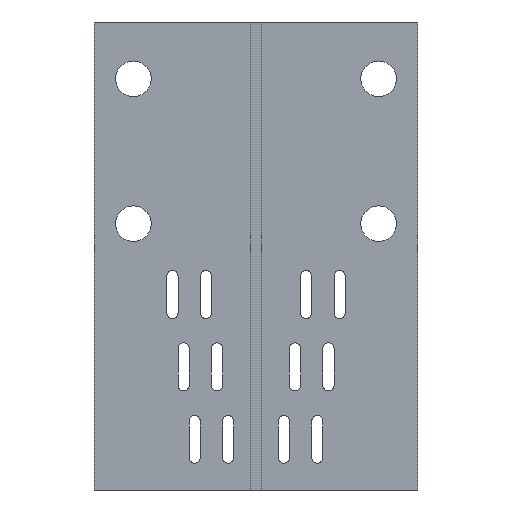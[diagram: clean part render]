
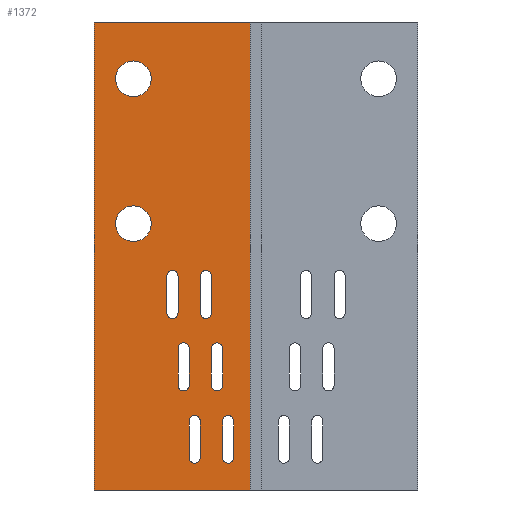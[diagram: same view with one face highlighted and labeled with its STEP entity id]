
A CAD part, front view. The second image highlights one B-rep face of the part: STEP entity #1372.
In plain terms, the highlighted planar face has unit normal (0, -1, 0).
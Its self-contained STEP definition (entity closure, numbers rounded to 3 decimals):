
#39=FACE_BOUND('',#239,.T.);
#40=FACE_BOUND('',#240,.T.);
#41=FACE_BOUND('',#241,.T.);
#42=FACE_BOUND('',#242,.T.);
#43=FACE_BOUND('',#243,.T.);
#44=FACE_BOUND('',#244,.T.);
#45=FACE_BOUND('',#245,.T.);
#46=FACE_BOUND('',#246,.T.);
#82=PLANE('',#1517);
#148=FACE_OUTER_BOUND('',#238,.T.);
#238=EDGE_LOOP('',(#1227,#1228,#1229,#1230));
#239=EDGE_LOOP('',(#1231));
#240=EDGE_LOOP('',(#1232));
#241=EDGE_LOOP('',(#1233,#1234,#1235,#1236));
#242=EDGE_LOOP('',(#1237,#1238,#1239,#1240));
#243=EDGE_LOOP('',(#1241,#1242,#1243,#1244));
#244=EDGE_LOOP('',(#1245,#1246,#1247,#1248));
#245=EDGE_LOOP('',(#1249,#1250,#1251,#1252));
#246=EDGE_LOOP('',(#1253,#1254,#1255,#1256));
#253=LINE('',#1930,#389);
#258=LINE('',#1944,#394);
#285=LINE('',#2026,#421);
#290=LINE('',#2040,#426);
#293=LINE('',#2050,#429);
#298=LINE('',#2064,#434);
#301=LINE('',#2074,#437);
#306=LINE('',#2088,#442);
#333=LINE('',#2170,#469);
#338=LINE('',#2184,#474);
#341=LINE('',#2194,#477);
#346=LINE('',#2208,#482);
#350=LINE('',#2220,#486);
#382=LINE('',#2283,#518);
#383=LINE('',#2285,#519);
#384=LINE('',#2286,#520);
#389=VECTOR('',#1552,10.);
#394=VECTOR('',#1565,10.);
#421=VECTOR('',#1648,10.);
#426=VECTOR('',#1661,10.);
#429=VECTOR('',#1672,10.);
#434=VECTOR('',#1685,10.);
#437=VECTOR('',#1696,10.);
#442=VECTOR('',#1709,10.);
#469=VECTOR('',#1792,10.);
#474=VECTOR('',#1805,10.);
#477=VECTOR('',#1816,10.);
#482=VECTOR('',#1829,10.);
#486=VECTOR('',#1841,10.);
#518=VECTOR('',#1893,10.);
#519=VECTOR('',#1896,10.);
#520=VECTOR('',#1897,10.);
#522=CIRCLE('',#1400,1.6);
#528=CIRCLE('',#1409,1.6);
#529=CIRCLE('',#1412,0.5);
#531=CIRCLE('',#1416,0.5);
#545=CIRCLE('',#1444,0.5);
#547=CIRCLE('',#1448,0.5);
#549=CIRCLE('',#1452,0.5);
#551=CIRCLE('',#1456,0.5);
#553=CIRCLE('',#1460,0.5);
#555=CIRCLE('',#1464,0.5);
#569=CIRCLE('',#1492,0.5);
#571=CIRCLE('',#1496,0.5);
#573=CIRCLE('',#1500,0.5);
#575=CIRCLE('',#1504,0.5);
#578=VERTEX_POINT('',#1906);
#584=VERTEX_POINT('',#1924);
#585=VERTEX_POINT('',#1928);
#586=VERTEX_POINT('',#1929);
#589=VERTEX_POINT('',#1937);
#591=VERTEX_POINT('',#1943);
#617=VERTEX_POINT('',#2024);
#618=VERTEX_POINT('',#2025);
#621=VERTEX_POINT('',#2033);
#623=VERTEX_POINT('',#2039);
#625=VERTEX_POINT('',#2048);
#626=VERTEX_POINT('',#2049);
#629=VERTEX_POINT('',#2057);
#631=VERTEX_POINT('',#2063);
#633=VERTEX_POINT('',#2072);
#634=VERTEX_POINT('',#2073);
#637=VERTEX_POINT('',#2081);
#639=VERTEX_POINT('',#2087);
#665=VERTEX_POINT('',#2168);
#666=VERTEX_POINT('',#2169);
#669=VERTEX_POINT('',#2177);
#671=VERTEX_POINT('',#2183);
#673=VERTEX_POINT('',#2192);
#674=VERTEX_POINT('',#2193);
#677=VERTEX_POINT('',#2201);
#679=VERTEX_POINT('',#2207);
#682=VERTEX_POINT('',#2217);
#683=VERTEX_POINT('',#2219);
#703=VERTEX_POINT('',#2279);
#704=VERTEX_POINT('',#2281);
#707=EDGE_CURVE('',#578,#578,#522,.T.);
#716=EDGE_CURVE('',#584,#584,#528,.T.);
#717=EDGE_CURVE('',#585,#586,#253,.T.);
#721=EDGE_CURVE('',#586,#589,#529,.T.);
#724=EDGE_CURVE('',#589,#591,#258,.T.);
#727=EDGE_CURVE('',#591,#585,#531,.T.);
#765=EDGE_CURVE('',#617,#618,#285,.T.);
#769=EDGE_CURVE('',#618,#621,#545,.T.);
#772=EDGE_CURVE('',#621,#623,#290,.T.);
#775=EDGE_CURVE('',#623,#617,#547,.T.);
#777=EDGE_CURVE('',#625,#626,#293,.T.);
#781=EDGE_CURVE('',#626,#629,#549,.T.);
#784=EDGE_CURVE('',#629,#631,#298,.T.);
#787=EDGE_CURVE('',#631,#625,#551,.T.);
#789=EDGE_CURVE('',#633,#634,#301,.T.);
#793=EDGE_CURVE('',#634,#637,#553,.T.);
#796=EDGE_CURVE('',#637,#639,#306,.T.);
#799=EDGE_CURVE('',#639,#633,#555,.T.);
#837=EDGE_CURVE('',#665,#666,#333,.T.);
#841=EDGE_CURVE('',#666,#669,#569,.T.);
#844=EDGE_CURVE('',#669,#671,#338,.T.);
#847=EDGE_CURVE('',#671,#665,#571,.T.);
#849=EDGE_CURVE('',#673,#674,#341,.T.);
#853=EDGE_CURVE('',#674,#677,#573,.T.);
#856=EDGE_CURVE('',#677,#679,#346,.T.);
#859=EDGE_CURVE('',#679,#673,#575,.T.);
#862=EDGE_CURVE('',#682,#683,#350,.T.);
#894=EDGE_CURVE('',#703,#704,#382,.T.);
#895=EDGE_CURVE('',#682,#703,#383,.T.);
#896=EDGE_CURVE('',#683,#704,#384,.T.);
#1227=ORIENTED_EDGE('',*,*,#895,.T.);
#1228=ORIENTED_EDGE('',*,*,#894,.T.);
#1229=ORIENTED_EDGE('',*,*,#896,.F.);
#1230=ORIENTED_EDGE('',*,*,#862,.F.);
#1231=ORIENTED_EDGE('',*,*,#707,.T.);
#1232=ORIENTED_EDGE('',*,*,#716,.T.);
#1233=ORIENTED_EDGE('',*,*,#724,.T.);
#1234=ORIENTED_EDGE('',*,*,#727,.T.);
#1235=ORIENTED_EDGE('',*,*,#717,.T.);
#1236=ORIENTED_EDGE('',*,*,#721,.T.);
#1237=ORIENTED_EDGE('',*,*,#772,.T.);
#1238=ORIENTED_EDGE('',*,*,#775,.T.);
#1239=ORIENTED_EDGE('',*,*,#765,.T.);
#1240=ORIENTED_EDGE('',*,*,#769,.T.);
#1241=ORIENTED_EDGE('',*,*,#784,.T.);
#1242=ORIENTED_EDGE('',*,*,#787,.T.);
#1243=ORIENTED_EDGE('',*,*,#777,.T.);
#1244=ORIENTED_EDGE('',*,*,#781,.T.);
#1245=ORIENTED_EDGE('',*,*,#796,.T.);
#1246=ORIENTED_EDGE('',*,*,#799,.T.);
#1247=ORIENTED_EDGE('',*,*,#789,.T.);
#1248=ORIENTED_EDGE('',*,*,#793,.T.);
#1249=ORIENTED_EDGE('',*,*,#844,.T.);
#1250=ORIENTED_EDGE('',*,*,#847,.T.);
#1251=ORIENTED_EDGE('',*,*,#837,.T.);
#1252=ORIENTED_EDGE('',*,*,#841,.T.);
#1253=ORIENTED_EDGE('',*,*,#856,.T.);
#1254=ORIENTED_EDGE('',*,*,#859,.T.);
#1255=ORIENTED_EDGE('',*,*,#849,.T.);
#1256=ORIENTED_EDGE('',*,*,#853,.T.);
#1372=ADVANCED_FACE('',(#148,#39,#40,#41,#42,#43,#44,#45,#46),#82,.T.);
#1400=AXIS2_PLACEMENT_3D('',#1908,#1527,#1528);
#1409=AXIS2_PLACEMENT_3D('',#1926,#1548,#1549);
#1412=AXIS2_PLACEMENT_3D('',#1938,#1558,#1559);
#1416=AXIS2_PLACEMENT_3D('',#1949,#1570,#1571);
#1444=AXIS2_PLACEMENT_3D('',#2034,#1654,#1655);
#1448=AXIS2_PLACEMENT_3D('',#2045,#1666,#1667);
#1452=AXIS2_PLACEMENT_3D('',#2058,#1678,#1679);
#1456=AXIS2_PLACEMENT_3D('',#2069,#1690,#1691);
#1460=AXIS2_PLACEMENT_3D('',#2082,#1702,#1703);
#1464=AXIS2_PLACEMENT_3D('',#2093,#1714,#1715);
#1492=AXIS2_PLACEMENT_3D('',#2178,#1798,#1799);
#1496=AXIS2_PLACEMENT_3D('',#2189,#1810,#1811);
#1500=AXIS2_PLACEMENT_3D('',#2202,#1822,#1823);
#1504=AXIS2_PLACEMENT_3D('',#2213,#1834,#1835);
#1517=AXIS2_PLACEMENT_3D('',#2284,#1894,#1895);
#1527=DIRECTION('center_axis',(0.,1.,0.));
#1528=DIRECTION('ref_axis',(1.,0.,0.));
#1548=DIRECTION('center_axis',(0.,1.,0.));
#1549=DIRECTION('ref_axis',(1.,0.,0.));
#1552=DIRECTION('',(0.,0.,1.));
#1558=DIRECTION('center_axis',(0.,1.,0.));
#1559=DIRECTION('ref_axis',(-1.,0.,0.));
#1565=DIRECTION('',(0.,0.,-1.));
#1570=DIRECTION('center_axis',(0.,1.,0.));
#1571=DIRECTION('ref_axis',(1.,0.,0.));
#1648=DIRECTION('',(0.,0.,1.));
#1654=DIRECTION('center_axis',(0.,1.,0.));
#1655=DIRECTION('ref_axis',(-1.,0.,0.));
#1661=DIRECTION('',(0.,0.,-1.));
#1666=DIRECTION('center_axis',(0.,1.,0.));
#1667=DIRECTION('ref_axis',(1.,0.,0.));
#1672=DIRECTION('',(0.,0.,1.));
#1678=DIRECTION('center_axis',(0.,1.,0.));
#1679=DIRECTION('ref_axis',(-1.,0.,0.));
#1685=DIRECTION('',(0.,0.,-1.));
#1690=DIRECTION('center_axis',(0.,1.,0.));
#1691=DIRECTION('ref_axis',(1.,0.,0.));
#1696=DIRECTION('',(0.,0.,1.));
#1702=DIRECTION('center_axis',(0.,1.,0.));
#1703=DIRECTION('ref_axis',(-1.,0.,0.));
#1709=DIRECTION('',(0.,0.,-1.));
#1714=DIRECTION('center_axis',(0.,1.,0.));
#1715=DIRECTION('ref_axis',(1.,0.,0.));
#1792=DIRECTION('',(0.,0.,1.));
#1798=DIRECTION('center_axis',(0.,1.,0.));
#1799=DIRECTION('ref_axis',(-1.,0.,0.));
#1805=DIRECTION('',(0.,0.,-1.));
#1810=DIRECTION('center_axis',(0.,1.,0.));
#1811=DIRECTION('ref_axis',(1.,0.,0.));
#1816=DIRECTION('',(0.,0.,1.));
#1822=DIRECTION('center_axis',(0.,1.,0.));
#1823=DIRECTION('ref_axis',(-1.,0.,0.));
#1829=DIRECTION('',(0.,0.,-1.));
#1834=DIRECTION('center_axis',(0.,1.,0.));
#1835=DIRECTION('ref_axis',(1.,0.,0.));
#1841=DIRECTION('',(0.,0.,1.));
#1893=DIRECTION('',(0.,0.,1.));
#1894=DIRECTION('center_axis',(0.,-1.,0.));
#1895=DIRECTION('ref_axis',(1.,0.,0.));
#1896=DIRECTION('',(1.,0.,0.));
#1897=DIRECTION('',(1.,0.,0.));
#1906=CARTESIAN_POINT('',(-12.6,-0.25,36.9));
#1908=CARTESIAN_POINT('Origin',(-11.,-0.25,36.9));
#1924=CARTESIAN_POINT('',(-12.6,-0.25,23.9));
#1926=CARTESIAN_POINT('Origin',(-11.,-0.25,23.9));
#1928=CARTESIAN_POINT('',(-7.,-0.25,9.4));
#1929=CARTESIAN_POINT('',(-7.,-0.25,12.7));
#1930=CARTESIAN_POINT('',(-7.,-0.25,6.35));
#1937=CARTESIAN_POINT('',(-6.,-0.25,12.7));
#1938=CARTESIAN_POINT('Origin',(-6.5,-0.25,12.7));
#1943=CARTESIAN_POINT('',(-6.,-0.25,9.4));
#1944=CARTESIAN_POINT('',(-6.,-0.25,4.7));
#1949=CARTESIAN_POINT('Origin',(-6.5,-0.25,9.4));
#2024=CARTESIAN_POINT('',(-8.,-0.25,15.9));
#2025=CARTESIAN_POINT('',(-8.,-0.25,19.2));
#2026=CARTESIAN_POINT('',(-8.,-0.25,9.6));
#2033=CARTESIAN_POINT('',(-7.,-0.25,19.2));
#2034=CARTESIAN_POINT('Origin',(-7.5,-0.25,19.2));
#2039=CARTESIAN_POINT('',(-7.,-0.25,15.9));
#2040=CARTESIAN_POINT('',(-7.,-0.25,7.95));
#2045=CARTESIAN_POINT('Origin',(-7.5,-0.25,15.9));
#2048=CARTESIAN_POINT('',(-6.,-0.25,2.9));
#2049=CARTESIAN_POINT('',(-6.,-0.25,6.2));
#2050=CARTESIAN_POINT('',(-6.,-0.25,3.1));
#2057=CARTESIAN_POINT('',(-5.,-0.25,6.2));
#2058=CARTESIAN_POINT('Origin',(-5.5,-0.25,6.2));
#2063=CARTESIAN_POINT('',(-5.,-0.25,2.9));
#2064=CARTESIAN_POINT('',(-5.,-0.25,1.45));
#2069=CARTESIAN_POINT('Origin',(-5.5,-0.25,2.9));
#2072=CARTESIAN_POINT('',(-4.,-0.25,9.4));
#2073=CARTESIAN_POINT('',(-4.,-0.25,12.7));
#2074=CARTESIAN_POINT('',(-4.,-0.25,6.35));
#2081=CARTESIAN_POINT('',(-3.,-0.25,12.7));
#2082=CARTESIAN_POINT('Origin',(-3.5,-0.25,12.7));
#2087=CARTESIAN_POINT('',(-3.,-0.25,9.4));
#2088=CARTESIAN_POINT('',(-3.,-0.25,4.7));
#2093=CARTESIAN_POINT('Origin',(-3.5,-0.25,9.4));
#2168=CARTESIAN_POINT('',(-5.,-0.25,15.9));
#2169=CARTESIAN_POINT('',(-5.,-0.25,19.2));
#2170=CARTESIAN_POINT('',(-5.,-0.25,9.6));
#2177=CARTESIAN_POINT('',(-4.,-0.25,19.2));
#2178=CARTESIAN_POINT('Origin',(-4.5,-0.25,19.2));
#2183=CARTESIAN_POINT('',(-4.,-0.25,15.9));
#2184=CARTESIAN_POINT('',(-4.,-0.25,7.95));
#2189=CARTESIAN_POINT('Origin',(-4.5,-0.25,15.9));
#2192=CARTESIAN_POINT('',(-3.,-0.25,2.9));
#2193=CARTESIAN_POINT('',(-3.,-0.25,6.2));
#2194=CARTESIAN_POINT('',(-3.,-0.25,3.1));
#2201=CARTESIAN_POINT('',(-2.,-0.25,6.2));
#2202=CARTESIAN_POINT('Origin',(-2.5,-0.25,6.2));
#2207=CARTESIAN_POINT('',(-2.,-0.25,2.9));
#2208=CARTESIAN_POINT('',(-2.,-0.25,1.45));
#2213=CARTESIAN_POINT('Origin',(-2.5,-0.25,2.9));
#2217=CARTESIAN_POINT('',(-14.5,-0.25,0.));
#2219=CARTESIAN_POINT('',(-14.5,-0.25,42.));
#2220=CARTESIAN_POINT('',(-14.5,-0.25,0.));
#2279=CARTESIAN_POINT('',(-0.5,-0.25,0.));
#2281=CARTESIAN_POINT('',(-0.5,-0.25,42.));
#2283=CARTESIAN_POINT('',(-0.5,-0.25,0.));
#2284=CARTESIAN_POINT('Origin',(-14.5,-0.25,0.));
#2285=CARTESIAN_POINT('',(-14.5,-0.25,0.));
#2286=CARTESIAN_POINT('',(-14.5,-0.25,42.));
